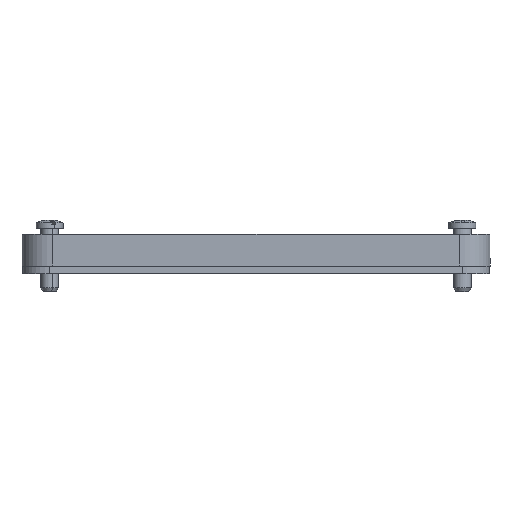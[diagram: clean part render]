
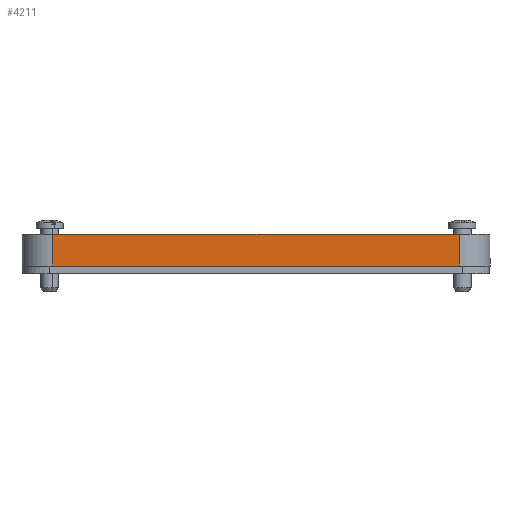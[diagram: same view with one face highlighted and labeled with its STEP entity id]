
A CAD part, left-side view. The second image highlights one B-rep face of the part: STEP entity #4211.
In plain terms, the highlighted planar face has unit normal (-1, 0, 0).
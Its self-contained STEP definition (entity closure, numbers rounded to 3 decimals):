
#67 = CARTESIAN_POINT ( 'NONE',  ( -70.41, -76.301, -6.422 ) ) ;
#130 = EDGE_CURVE ( 'NONE', #969, #4980, #3871, .T. ) ;
#159 = DIRECTION ( 'NONE',  ( 0., 1., 0. ) ) ;
#173 = DIRECTION ( 'NONE',  ( 0., 1., 0. ) ) ;
#744 = EDGE_CURVE ( 'NONE', #5911, #5786, #3888, .T. ) ;
#753 = VECTOR ( 'NONE', #2997, 1000. ) ;
#969 = VERTEX_POINT ( 'NONE', #5856 ) ;
#1073 = VECTOR ( 'NONE', #5654, 1000. ) ;
#1447 = AXIS2_PLACEMENT_3D ( 'NONE', #67, #3332, #1500 ) ;
#1492 = ORIENTED_EDGE ( 'NONE', *, *, #744, .F. ) ;
#1500 = DIRECTION ( 'NONE',  ( 0., 1., 0. ) ) ;
#1532 = FACE_OUTER_BOUND ( 'NONE', #3689, .T. ) ;
#2174 = ORIENTED_EDGE ( 'NONE', *, *, #5545, .T. ) ;
#2470 = CARTESIAN_POINT ( 'NONE',  ( -70.41, 45.619, 3.103 ) ) ;
#2639 = ORIENTED_EDGE ( 'NONE', *, *, #130, .T. ) ;
#2650 = CARTESIAN_POINT ( 'NONE',  ( -70.41, 45.619, -6.422 ) ) ;
#2913 = CARTESIAN_POINT ( 'NONE',  ( -70.41, -76.301, -6.422 ) ) ;
#2992 = CARTESIAN_POINT ( 'NONE',  ( -70.41, -76.301, 3.103 ) ) ;
#2997 = DIRECTION ( 'NONE',  ( 0., 0., 1. ) ) ;
#3332 = DIRECTION ( 'NONE',  ( 1., 0., 0. ) ) ;
#3390 = PLANE ( 'NONE',  #1447 ) ;
#3395 = LINE ( 'NONE', #5261, #753 ) ;
#3689 = EDGE_LOOP ( 'NONE', ( #5965, #1492, #2174, #2639 ) ) ;
#3784 = LINE ( 'NONE', #4215, #1073 ) ;
#3871 = LINE ( 'NONE', #2992, #5895 ) ;
#3888 = LINE ( 'NONE', #2913, #5308 ) ;
#4163 = CARTESIAN_POINT ( 'NONE',  ( -70.41, -76.301, -6.422 ) ) ;
#4211 = ADVANCED_FACE ( 'NONE', ( #1532 ), #3390, .F. ) ;
#4215 = CARTESIAN_POINT ( 'NONE',  ( -70.41, 45.619, -6.422 ) ) ;
#4234 = EDGE_CURVE ( 'NONE', #5786, #4980, #3784, .T. ) ;
#4980 = VERTEX_POINT ( 'NONE', #2470 ) ;
#5261 = CARTESIAN_POINT ( 'NONE',  ( -70.41, -76.301, -6.422 ) ) ;
#5308 = VECTOR ( 'NONE', #173, 1000. ) ;
#5545 = EDGE_CURVE ( 'NONE', #5911, #969, #3395, .T. ) ;
#5654 = DIRECTION ( 'NONE',  ( 0., 0., 1. ) ) ;
#5786 = VERTEX_POINT ( 'NONE', #2650 ) ;
#5856 = CARTESIAN_POINT ( 'NONE',  ( -70.41, -76.301, 3.103 ) ) ;
#5895 = VECTOR ( 'NONE', #159, 1000. ) ;
#5911 = VERTEX_POINT ( 'NONE', #4163 ) ;
#5965 = ORIENTED_EDGE ( 'NONE', *, *, #4234, .F. ) ;
